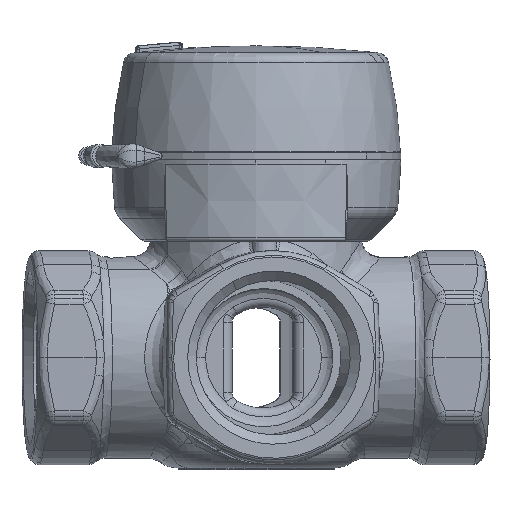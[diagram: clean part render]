
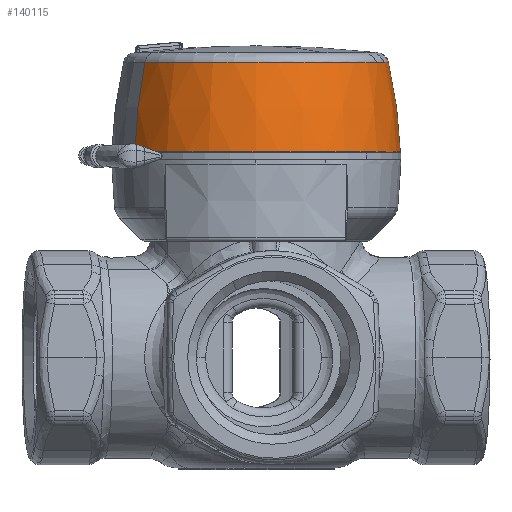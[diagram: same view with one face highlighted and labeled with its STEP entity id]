
A CAD part, left-side view. The second image highlights one B-rep face of the part: STEP entity #140115.
In plain terms, the highlighted face is a revolution surface.
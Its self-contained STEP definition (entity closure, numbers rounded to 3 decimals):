
#139953=CARTESIAN_POINT('Vertex',(-11.027,20.184,66.5)) ;
#139967=CARTESIAN_POINT('Vertex',(0.,-23.,66.5)) ;
#139970=CARTESIAN_POINT('Axis2P3D Location',(0.,0.,66.5)) ;
#140010=CARTESIAN_POINT('Control Point',(-11.027,20.184,66.5)) ;
#140011=CARTESIAN_POINT('Control Point',(-10.946,20.036,71.344)) ;
#140012=CARTESIAN_POINT('Control Point',(-10.639,19.474,76.171)) ;
#140013=CARTESIAN_POINT('Control Point',(-10.112,18.51,80.891)) ;
#140014=CARTESIAN_POINT('Vertex',(-10.112,18.51,80.891)) ;
#140079=CARTESIAN_POINT('Vertex',(0.,-21.092,80.891)) ;
#140083=CARTESIAN_POINT('Control Point',(0.,-23.,66.5)) ;
#140084=CARTESIAN_POINT('Control Point',(0.,-22.831,71.344)) ;
#140085=CARTESIAN_POINT('Control Point',(0.,-22.191,76.171)) ;
#140086=CARTESIAN_POINT('Control Point',(0.,-21.092,80.891)) ;
#140096=CARTESIAN_POINT('Control Point',(0.,23.,66.5)) ;
#140097=CARTESIAN_POINT('Control Point',(0.,22.831,71.344)) ;
#140098=CARTESIAN_POINT('Control Point',(0.,22.191,76.171)) ;
#140099=CARTESIAN_POINT('Control Point',(0.,21.092,80.891)) ;
#140100=CARTESIAN_POINT('Axis1P Location',(0.,0.,75.)) ;
#140104=CARTESIAN_POINT('Axis2P3D Location',(0.,0.,80.891)) ;
#139971=DIRECTION('Axis2P3D Direction',(0.,0.,1.)) ;
#140101=DIRECTION('Axis1P Direction',(0.,0.,1.)) ;
#140105=DIRECTION('Axis2P3D Direction',(0.,0.,1.)) ;
#139972=AXIS2_PLACEMENT_3D('Circle Axis2P3D',#139970,#139971,$) ;
#140106=AXIS2_PLACEMENT_3D('Circle Axis2P3D',#140104,#140105,$) ;
#140110=ORIENTED_EDGE('',*,*,#140108,.F.) ;
#140111=ORIENTED_EDGE('',*,*,#140016,.F.) ;
#140112=ORIENTED_EDGE('',*,*,#139974,.T.) ;
#140113=ORIENTED_EDGE('',*,*,#140087,.F.) ;
#140115=ADVANCED_FACE('Svart TPE',(#140114),#140103,.T.) ;
#140102=AXIS1_PLACEMENT('Revolution Surface Axis1P',#140100,#140101) ;
#140009=B_SPLINE_CURVE_WITH_KNOTS('',3,(#140010,#140011,#140012,#140013),.UNSPECIFIED.,.F.,.U.,(4,4),(473.857,488.419),.UNSPECIFIED.) ;
#140082=B_SPLINE_CURVE_WITH_KNOTS('',3,(#140083,#140084,#140085,#140086),.UNSPECIFIED.,.F.,.U.,(4,4),(473.857,488.419),.UNSPECIFIED.) ;
#140095=B_SPLINE_CURVE_WITH_KNOTS('',3,(#140096,#140097,#140098,#140099),.UNSPECIFIED.,.F.,.U.,(4,4),(473.857,488.419),.UNSPECIFIED.) ;
#139973=CIRCLE('generated circle',#139972,23.) ;
#140107=CIRCLE('generated circle',#140106,21.092) ;
#139974=EDGE_CURVE('',#139954,#139968,#139973,.T.) ;
#140016=EDGE_CURVE('',#139954,#140015,#140009,.T.) ;
#140087=EDGE_CURVE('',#140080,#139968,#140082,.F.) ;
#140108=EDGE_CURVE('',#140015,#140080,#140107,.T.) ;
#140109=EDGE_LOOP('',(#140110,#140111,#140112,#140113)) ;
#140114=FACE_OUTER_BOUND('',#140109,.T.) ;
#140103=SURFACE_OF_REVOLUTION('Surface of Revolution',#140095,#140102) ;
#139954=VERTEX_POINT('',#139953) ;
#139968=VERTEX_POINT('',#139967) ;
#140015=VERTEX_POINT('',#140014) ;
#140080=VERTEX_POINT('',#140079) ;
